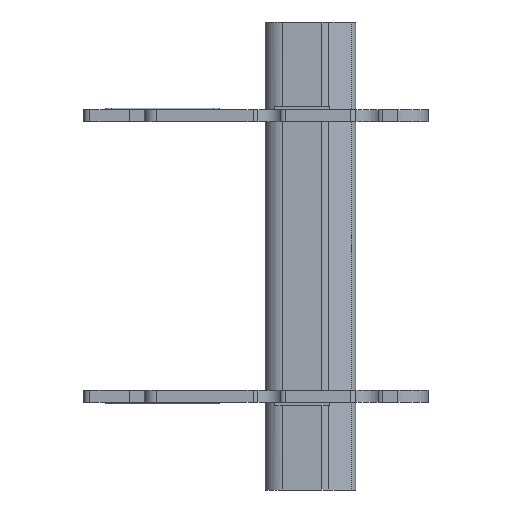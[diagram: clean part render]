
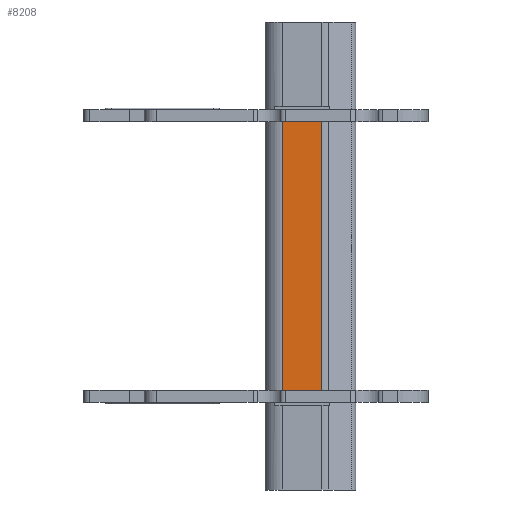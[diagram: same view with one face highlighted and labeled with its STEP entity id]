
A CAD part, left-side view. The second image highlights one B-rep face of the part: STEP entity #8208.
In plain terms, the highlighted planar face has unit normal (-1, 0, 0).
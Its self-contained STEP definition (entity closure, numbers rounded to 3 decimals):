
#204=DIRECTION('',(0.,0.,-1.));
#205=VECTOR('',#204,45.);
#206=CARTESIAN_POINT('',(-2.925,-2.925,22.5));
#207=LINE('',#206,#205);
#211=CARTESIAN_POINT('',(-2.925,-2.925,-22.5));
#2331=CARTESIAN_POINT('',(-2.925,-2.925,22.5));
#2361=DIRECTION('',(0.,1.,0.));
#2362=VECTOR('',#2361,6.473);
#2363=CARTESIAN_POINT('',(-2.925,-9.398,22.5));
#2364=LINE('',#2363,#2362);
#2376=DIRECTION('',(0.,0.,1.));
#2377=VECTOR('',#2376,45.);
#2378=CARTESIAN_POINT('',(-2.925,-9.398,-22.5));
#2379=LINE('',#2378,#2377);
#2390=DIRECTION('',(0.,1.,0.));
#2391=VECTOR('',#2390,6.473);
#2392=CARTESIAN_POINT('',(-2.925,-9.398,-22.5));
#2393=LINE('',#2392,#2391);
#5902=VERTEX_POINT('',#211);
#5904=CARTESIAN_POINT('',(-2.925,-9.398,-22.5));
#5905=VERTEX_POINT('',#5904);
#5927=VERTEX_POINT('',#2331);
#6333=CARTESIAN_POINT('',(-2.925,-9.398,22.5));
#6334=VERTEX_POINT('',#6333);
#8197=CARTESIAN_POINT('',(-2.925,-2.925,-38.75));
#8198=DIRECTION('',(-1.,0.,0.));
#8199=DIRECTION('',(0.,-1.,0.));
#8200=AXIS2_PLACEMENT_3D('',#8197,#8198,#8199);
#8201=PLANE('',#8200);
#8202=ORIENTED_EDGE('',*,*,#6742,.T.);
#8203=ORIENTED_EDGE('',*,*,#6792,.F.);
#8204=ORIENTED_EDGE('',*,*,#8165,.F.);
#8205=ORIENTED_EDGE('',*,*,#8183,.F.);
#8206=EDGE_LOOP('',(#8202,#8203,#8204,#8205));
#8207=FACE_OUTER_BOUND('',#8206,.F.);
#6742=EDGE_CURVE('',#5905,#5902,#2393,.T.);
#6792=EDGE_CURVE('',#5927,#5902,#207,.T.);
#8165=EDGE_CURVE('',#6334,#5927,#2364,.T.);
#8183=EDGE_CURVE('',#5905,#6334,#2379,.T.);
#8208=ADVANCED_FACE('',(#8207),#8201,.T.);
